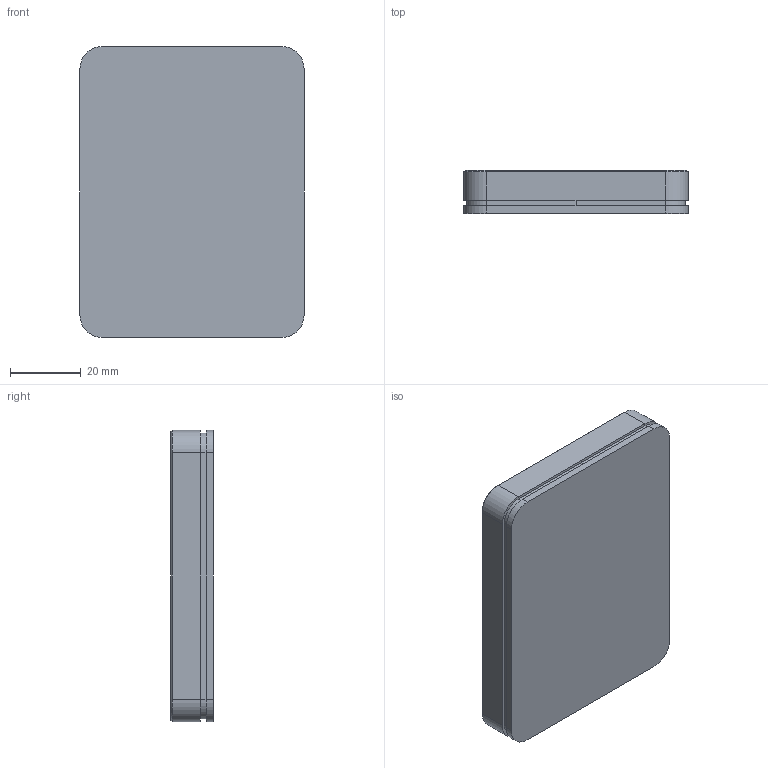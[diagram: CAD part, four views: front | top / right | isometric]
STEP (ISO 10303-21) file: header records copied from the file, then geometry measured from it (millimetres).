
FILE_DESCRIPTION (( 'STEP AP203' ), '1' );
FILE_NAME ('Base block.STEP', '2024-03-12T17:38:02', ( '' ), ( '' ), 'SwSTEP 2.0', 'SolidWorks 2023', '' );
FILE_SCHEMA (( 'CONFIG_CONTROL_DESIGN' ));
Length unit declared in the file: inch
Products named in the file (1): Base block
Bounding box: 63.5 x 12.06 x 82.55 mm (x, y, z)
Volume: 60518.2 mm3; surface area: 15572.7 mm2
Topology: 1 solids, 1 shells, 107 faces, 237 edges, 123 vertices
Faces by surface type: cone 40, plane 37, cylinder 30
Entity records: 2822 total; most frequent: DIRECTION 517, CARTESIAN_POINT 450, ORIENTED_EDGE 438, EDGE_CURVE 219, AXIS2_PLACEMENT_3D 190, VECTOR 137, LINE 137, VERTEX_POINT 123
